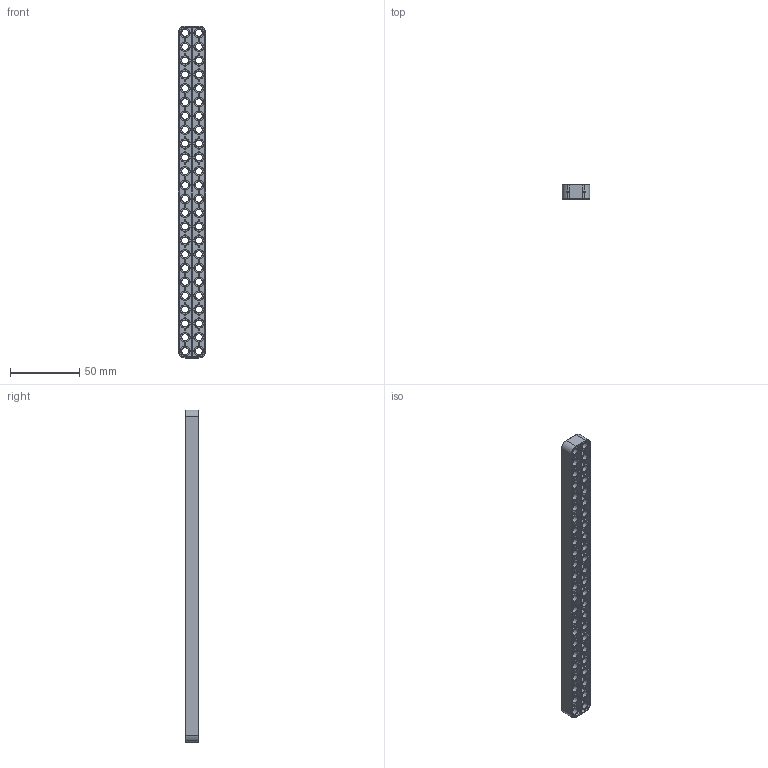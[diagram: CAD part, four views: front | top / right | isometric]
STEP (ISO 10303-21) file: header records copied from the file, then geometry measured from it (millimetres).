
FILE_DESCRIPTION(/* description */ (''),/* implementation_level */ '2;1');
FILE_NAME(/* name */ 'S24x2.stp',/* time_stamp */ '2019-05-05T21:01:19+02:00',/* author */ ('Varga Daniel'),/* organization */ (''),/* preprocessor_version */ 'ST-DEVELOPER v18',/* originating_system */ 'Autodesk Inventor 2020',/* authorisation */ '');
FILE_SCHEMA (('AUTOMOTIVE_DESIGN { 1 0 10303 214 3 1 1 }'));
Products named in the file (1): S24x2
Bounding box: 20 x 10 x 240 mm (x, y, z)
Volume: 18856.1 mm3; surface area: 36276.5 mm2
Topology: 1 solids, 1 shells, 2062 faces, 6152 edges, 4096 vertices
Faces by surface type: cylinder 1436, plane 618, torus 8
Full cylindrical faces by diameter (mm): 5 x48
Entity records: 70897 total; most frequent: DIRECTION 13174, CARTESIAN_POINT 12311, ORIENTED_EDGE 12304, EDGE_CURVE 6152, AXIS2_PLACEMENT_3D 4959, VERTEX_POINT 4096, LINE 3256, VECTOR 3256
